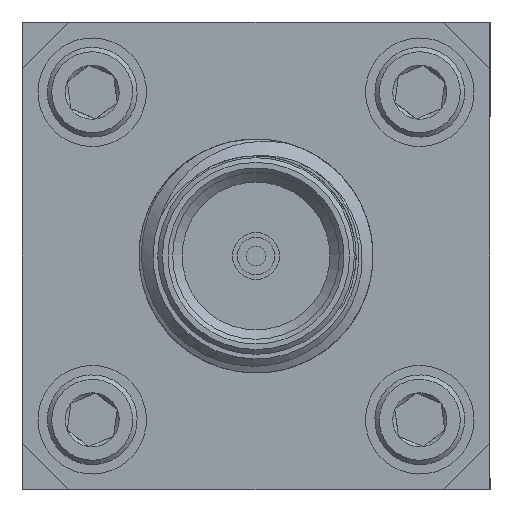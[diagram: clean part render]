
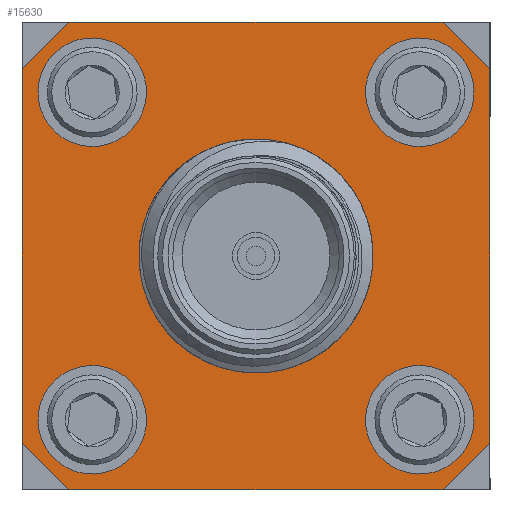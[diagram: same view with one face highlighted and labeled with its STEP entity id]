
A CAD part, left-side view. The second image highlights one B-rep face of the part: STEP entity #15630.
In plain terms, the highlighted planar face has unit normal (-1, 0, 0).
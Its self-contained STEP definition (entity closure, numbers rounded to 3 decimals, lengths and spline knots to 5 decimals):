
#163 = VERTEX_POINT ( 'NONE', #30873 ) ;
#687 = DIRECTION ( 'NONE',  ( 0., -0.707, -0.707 ) ) ;
#944 = CARTESIAN_POINT ( 'NONE',  ( -0.87, 0., 0. ) ) ;
#1030 = EDGE_CURVE ( 'NONE', #14330, #14330, #28490, .T. ) ;
#1193 = CARTESIAN_POINT ( 'NONE',  ( -0.87, -0.25, 0.25 ) ) ;
#1560 = DIRECTION ( 'NONE',  ( 0., 1., 0. ) ) ;
#2154 = CARTESIAN_POINT ( 'NONE',  ( -0.87, 0.25, -0.2 ) ) ;
#2216 = ORIENTED_EDGE ( 'NONE', *, *, #31677, .T. ) ;
#2465 = CARTESIAN_POINT ( 'NONE',  ( -0.87, 0., 0. ) ) ;
#2514 = CARTESIAN_POINT ( 'NONE',  ( -0.87, 0.25, 0.2 ) ) ;
#2533 = AXIS2_PLACEMENT_3D ( 'NONE', #944, #21190, #30134 ) ;
#2576 = DIRECTION ( 'NONE',  ( 0., -1., 0. ) ) ;
#2815 = CARTESIAN_POINT ( 'NONE',  ( -0.87, 0.175, 0.175 ) ) ;
#3237 = CARTESIAN_POINT ( 'NONE',  ( -0.87, 0., -0.115 ) ) ;
#3539 = CARTESIAN_POINT ( 'NONE',  ( -0.87, 0.2, -0.25 ) ) ;
#3648 = CARTESIAN_POINT ( 'NONE',  ( -0.87, 0.175, -0.175 ) ) ;
#3764 = LINE ( 'NONE', #32808, #21483 ) ;
#3791 = VERTEX_POINT ( 'NONE', #3237 ) ;
#3989 = EDGE_CURVE ( 'NONE', #19880, #19880, #24912, .T. ) ;
#4325 = ORIENTED_EDGE ( 'NONE', *, *, #15656, .T. ) ;
#4676 = ORIENTED_EDGE ( 'NONE', *, *, #16185, .T. ) ;
#5104 = DIRECTION ( 'NONE',  ( 0., 0.383, -0.924 ) ) ;
#5133 = FACE_BOUND ( 'NONE', #8580, .T. ) ;
#5258 = CARTESIAN_POINT ( 'NONE',  ( -0.87, -0.25, -0.25 ) ) ;
#5811 = CARTESIAN_POINT ( 'NONE',  ( -0.87, -0.25, -0.25 ) ) ;
#5922 = CARTESIAN_POINT ( 'NONE',  ( -0.87, -0.19722, -0.12142 ) ) ;
#6449 = VERTEX_POINT ( 'NONE', #19744 ) ;
#6493 = VECTOR ( 'NONE', #687, 39.37008 ) ;
#6642 = DIRECTION ( 'NONE',  ( 0., 1., 0. ) ) ;
#6880 = EDGE_CURVE ( 'NONE', #34766, #34766, #24161, .T. ) ;
#7685 = AXIS2_PLACEMENT_3D ( 'NONE', #29295, #19762, #11547 ) ;
#7770 = ORIENTED_EDGE ( 'NONE', *, *, #34178, .T. ) ;
#7948 = LINE ( 'NONE', #5258, #12971 ) ;
#8045 = VECTOR ( 'NONE', #2576, 39.37008 ) ;
#8350 = EDGE_LOOP ( 'NONE', ( #32631, #21495, #34814, #19389, #30297, #7770, #4325, #4676 ) ) ;
#8580 = EDGE_LOOP ( 'NONE', ( #24378 ) ) ;
#8823 = VERTEX_POINT ( 'NONE', #34149 ) ;
#9428 = EDGE_CURVE ( 'NONE', #163, #32705, #15181, .T. ) ;
#9900 = EDGE_LOOP ( 'NONE', ( #30155 ) ) ;
#10639 = EDGE_CURVE ( 'NONE', #21536, #163, #7948, .T. ) ;
#10905 = CARTESIAN_POINT ( 'NONE',  ( -0.87, 0.19722, 0.12142 ) ) ;
#11035 = DIRECTION ( 'NONE',  ( -1., 0., 0. ) ) ;
#11159 = ORIENTED_EDGE ( 'NONE', *, *, #3989, .T. ) ;
#11547 = DIRECTION ( 'NONE',  ( 0., -0.383, 0.924 ) ) ;
#11551 = LINE ( 'NONE', #5811, #8045 ) ;
#11652 = VERTEX_POINT ( 'NONE', #17571 ) ;
#12317 = VECTOR ( 'NONE', #1560, 39.37008 ) ;
#12971 = VECTOR ( 'NONE', #28569, 39.37008 ) ;
#13956 = CARTESIAN_POINT ( 'NONE',  ( -0.87, -0.19722, 0.12142 ) ) ;
#14110 = DIRECTION ( 'NONE',  ( 1., 0., 0. ) ) ;
#14161 = VERTEX_POINT ( 'NONE', #2514 ) ;
#14330 = VERTEX_POINT ( 'NONE', #10905 ) ;
#14502 = EDGE_CURVE ( 'NONE', #8823, #21536, #22533, .T. ) ;
#14869 = DIRECTION ( 'NONE',  ( 0., 0., -1. ) ) ;
#15181 = LINE ( 'NONE', #29310, #37606 ) ;
#15570 = LINE ( 'NONE', #3539, #6493 ) ;
#15630 = ADVANCED_FACE ( 'NONE', ( #31483, #16976, #5133, #20220, #28623, #16784 ), #28437, .F. ) ;
#15656 = EDGE_CURVE ( 'NONE', #14161, #19794, #3764, .T. ) ;
#16185 = EDGE_CURVE ( 'NONE', #19794, #36527, #15570, .T. ) ;
#16784 = FACE_BOUND ( 'NONE', #33752, .T. ) ;
#16976 = FACE_BOUND ( 'NONE', #18295, .T. ) ;
#17571 = CARTESIAN_POINT ( 'NONE',  ( -0.87, 0.19722, -0.12142 ) ) ;
#17619 = DIRECTION ( 'NONE',  ( 0., 0.383, 0.924 ) ) ;
#18295 = EDGE_LOOP ( 'NONE', ( #34697 ) ) ;
#18824 = AXIS2_PLACEMENT_3D ( 'NONE', #25879, #31407, #23202 ) ;
#19389 = ORIENTED_EDGE ( 'NONE', *, *, #9428, .T. ) ;
#19632 = VECTOR ( 'NONE', #36641, 39.37008 ) ;
#19744 = CARTESIAN_POINT ( 'NONE',  ( -0.87, 0.2, 0.25 ) ) ;
#19762 = DIRECTION ( 'NONE',  ( -1., 0., 0. ) ) ;
#19794 = VERTEX_POINT ( 'NONE', #2154 ) ;
#19863 = CARTESIAN_POINT ( 'NONE',  ( -0.87, -0.25, -0.2 ) ) ;
#19880 = VERTEX_POINT ( 'NONE', #13956 ) ;
#20220 = FACE_BOUND ( 'NONE', #25072, .T. ) ;
#20287 = CIRCLE ( 'NONE', #31865, 0.058 ) ;
#21190 = DIRECTION ( 'NONE',  ( 1., 0., 0. ) ) ;
#21483 = VECTOR ( 'NONE', #14869, 39.37008 ) ;
#21495 = ORIENTED_EDGE ( 'NONE', *, *, #14502, .T. ) ;
#21536 = VERTEX_POINT ( 'NONE', #24940 ) ;
#22135 = CARTESIAN_POINT ( 'NONE',  ( -0.87, 0.25, 0.2 ) ) ;
#22533 = LINE ( 'NONE', #19863, #29533 ) ;
#22912 = DIRECTION ( 'NONE',  ( 0., -0.707, 0.707 ) ) ;
#23202 = DIRECTION ( 'NONE',  ( 0., -0.383, -0.924 ) ) ;
#24161 = CIRCLE ( 'NONE', #7685, 0.058 ) ;
#24378 = ORIENTED_EDGE ( 'NONE', *, *, #32968, .T. ) ;
#24912 = CIRCLE ( 'NONE', #18824, 0.058 ) ;
#24940 = CARTESIAN_POINT ( 'NONE',  ( -0.87, -0.25, -0.2 ) ) ;
#25072 = EDGE_LOOP ( 'NONE', ( #2216 ) ) ;
#25569 = LINE ( 'NONE', #22135, #19632 ) ;
#25879 = CARTESIAN_POINT ( 'NONE',  ( -0.87, -0.175, 0.175 ) ) ;
#26587 = DIRECTION ( 'NONE',  ( 1., 0., 0. ) ) ;
#27225 = CARTESIAN_POINT ( 'NONE',  ( -0.87, 0.2, -0.25 ) ) ;
#28437 = PLANE ( 'NONE',  #34889 ) ;
#28490 = CIRCLE ( 'NONE', #29697, 0.058 ) ;
#28569 = DIRECTION ( 'NONE',  ( 0., 0., 1. ) ) ;
#28623 = FACE_BOUND ( 'NONE', #9900, .T. ) ;
#28939 = DIRECTION ( 'NONE',  ( 0., 0.707, 0.707 ) ) ;
#29295 = CARTESIAN_POINT ( 'NONE',  ( -0.87, -0.175, -0.175 ) ) ;
#29310 = CARTESIAN_POINT ( 'NONE',  ( -0.87, -0.2, 0.25 ) ) ;
#29533 = VECTOR ( 'NONE', #22912, 39.37008 ) ;
#29697 = AXIS2_PLACEMENT_3D ( 'NONE', #2815, #11035, #5104 ) ;
#29821 = LINE ( 'NONE', #1193, #12317 ) ;
#30134 = DIRECTION ( 'NONE',  ( 0., 0., -1. ) ) ;
#30155 = ORIENTED_EDGE ( 'NONE', *, *, #6880, .F. ) ;
#30297 = ORIENTED_EDGE ( 'NONE', *, *, #33659, .T. ) ;
#30489 = EDGE_CURVE ( 'NONE', #36527, #8823, #11551, .T. ) ;
#30873 = CARTESIAN_POINT ( 'NONE',  ( -0.87, -0.25, 0.2 ) ) ;
#31407 = DIRECTION ( 'NONE',  ( 1., 0., 0. ) ) ;
#31483 = FACE_OUTER_BOUND ( 'NONE', #8350, .T. ) ;
#31677 = EDGE_CURVE ( 'NONE', #11652, #11652, #20287, .T. ) ;
#31865 = AXIS2_PLACEMENT_3D ( 'NONE', #3648, #26587, #17619 ) ;
#32631 = ORIENTED_EDGE ( 'NONE', *, *, #30489, .T. ) ;
#32705 = VERTEX_POINT ( 'NONE', #34004 ) ;
#32808 = CARTESIAN_POINT ( 'NONE',  ( -0.87, 0.25, -0.25 ) ) ;
#32968 = EDGE_CURVE ( 'NONE', #3791, #3791, #35557, .T. ) ;
#33659 = EDGE_CURVE ( 'NONE', #32705, #6449, #29821, .T. ) ;
#33752 = EDGE_LOOP ( 'NONE', ( #11159 ) ) ;
#34004 = CARTESIAN_POINT ( 'NONE',  ( -0.87, -0.2, 0.25 ) ) ;
#34149 = CARTESIAN_POINT ( 'NONE',  ( -0.87, -0.2, -0.25 ) ) ;
#34178 = EDGE_CURVE ( 'NONE', #6449, #14161, #25569, .T. ) ;
#34697 = ORIENTED_EDGE ( 'NONE', *, *, #1030, .F. ) ;
#34766 = VERTEX_POINT ( 'NONE', #5922 ) ;
#34814 = ORIENTED_EDGE ( 'NONE', *, *, #10639, .T. ) ;
#34889 = AXIS2_PLACEMENT_3D ( 'NONE', #2465, #14110, #6642 ) ;
#35557 = CIRCLE ( 'NONE', #2533, 0.115 ) ;
#36527 = VERTEX_POINT ( 'NONE', #27225 ) ;
#36641 = DIRECTION ( 'NONE',  ( 0., 0.707, -0.707 ) ) ;
#37606 = VECTOR ( 'NONE', #28939, 39.37008 ) ;
